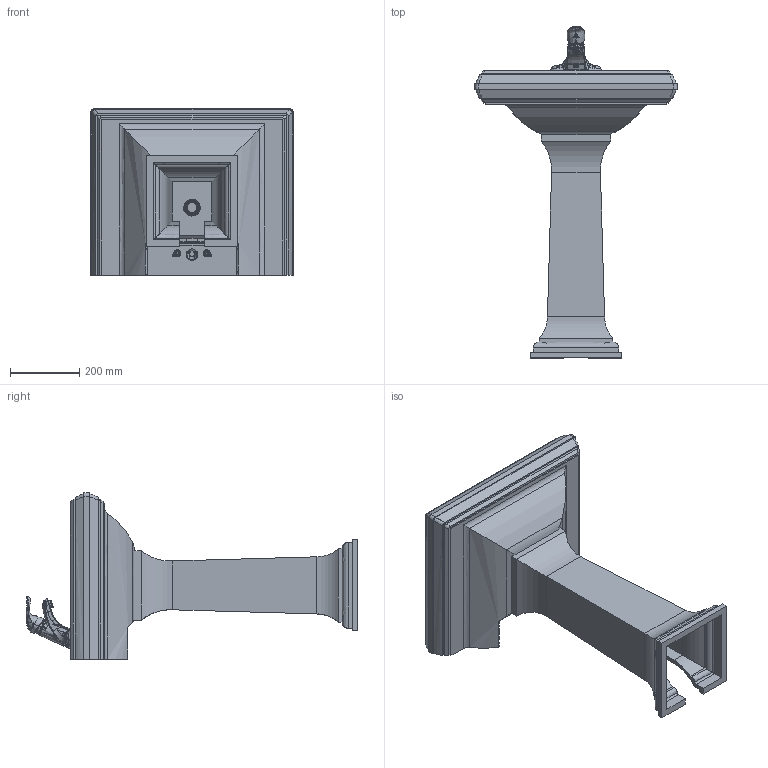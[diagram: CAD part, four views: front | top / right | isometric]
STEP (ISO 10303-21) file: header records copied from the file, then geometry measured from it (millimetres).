
FILE_DESCRIPTION(('FreeCAD Model'),'2;1');
FILE_NAME('Open CASCADE Shape Model','2025-05-01T08:36:48',('FreeCAD'),( 'FreeCAD'),'Open CASCADE STEP processor 7.6','FreeCAD','Unknown');
FILE_SCHEMA(('AUTOMOTIVE_DESIGN { 1 0 10303 214 1 1 1 1 }'));
Products named in the file (1): Open CASCADE STEP translator 7.6 1
Bounding box: 585.79 x 961.55 x 481.51 mm (x, y, z)
Volume: 10813710.2 mm3; surface area: 2601346.6 mm2
Topology: 25 solids, 26 shells, 5349 faces, 14209 edges, 8582 vertices
Faces by surface type: bspline 5349
Entity records: 932899 total; most frequent: CARTESIAN_POINT 852270, ORIENTED_EDGE 28117, EDGE_CURVE 14060, B_SPLINE_CURVE_WITH_KNOTS 10596, VERTEX_POINT 8580, FACE_BOUND 5919, EDGE_LOOP 5919, ADVANCED_FACE 5348
